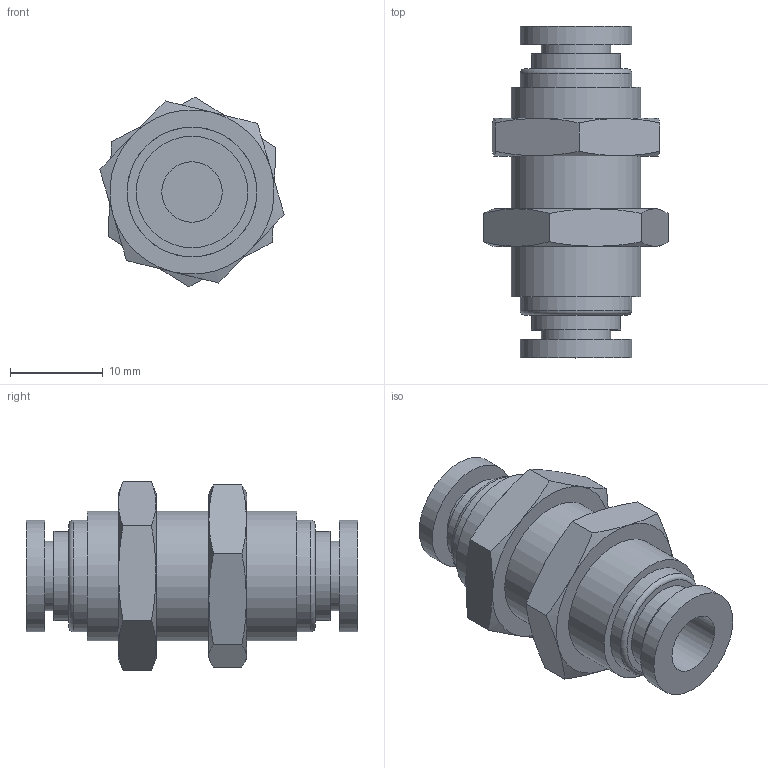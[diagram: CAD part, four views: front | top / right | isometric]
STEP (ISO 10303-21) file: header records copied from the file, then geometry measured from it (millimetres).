
FILE_DESCRIPTION(/* description */ ('Unknown'),/* implementation_level */ '2;1');
FILE_NAME(/* name */ 'P10.1;4',/* time_stamp */ '2018-11-12T15:38:58-05:00',/* author */ ('Unknown'),/* organization */ ('Unknown'),/* preprocessor_version */ 'ST-DEVELOPER v16.7',/* originating_system */ 'DEX',/* authorisation */ $);
FILE_SCHEMA (('AUTOMOTIVE_DESIGN {1 0 10303 214 3 1 1}'));
Length unit declared in the file: millimetre
Products named in the file (3): P10.1;4; P10.1;4_NUT
Assembly tree (3 placements, depth 2):
  P10.1;4
    P10.1;4
    P10.1;4_NUT  x2
Bounding box: 19.84 x 35.7 x 20.4 mm (x, y, z)
Volume: 4934.1 mm3; surface area: 3691.4 mm2
Topology: 3 solids, 3 shells, 67 faces, 131 edges, 80 vertices
Faces by surface type: plane 28, cone 24, cylinder 13, torus 2
Full cylindrical faces by diameter (mm): 6.5 x2, 7.5 x2, 9.58 x2, 12 x4, 13.95 x3
Entity records: 1153 total; most frequent: CARTESIAN_POINT 240, DIRECTION 182, ORIENTED_EDGE 136, AXIS2_PLACEMENT_3D 88, EDGE_LOOP 72, FACE_BOUND 72, EDGE_CURVE 68, VERTEX_POINT 50
